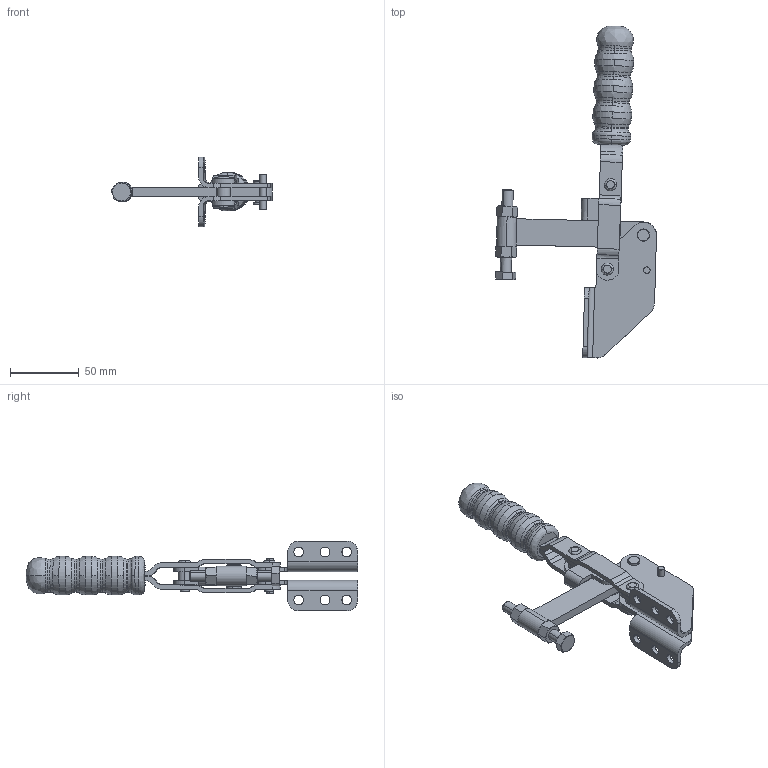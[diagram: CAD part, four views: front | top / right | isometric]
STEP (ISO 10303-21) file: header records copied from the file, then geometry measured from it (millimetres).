
FILE_DESCRIPTION (( 'STEP AP203' ), '1' );
FILE_NAME ('V300-3C.STEP', '2014-07-28T13:58:47', ( 'andy' ), ( 'Hewlett-Packard Company' ), 'SwSTEP 2.0', 'SolidWorks 2014', '' );
FILE_SCHEMA (( 'CONFIG_CONTROL_DESIGN' ));
Length unit declared in the file: millimetre
Products named in the file (13): Hex Nut GradeC_BSI_Hexagon Nut ISO - 4034 - M8 - N; 002-17X; 132-08; 005-05-1M; 132-04; 002-17-1; 132-05; 009-07; 132-11; V300-3C; 132-09; 007-30-5; 010-36
Assembly tree (17 placements, depth 2):
  V300-3C
    132-08
    132-04
    132-05
    132-11  x2
    132-09
    007-30-5
    010-36
    Hex Nut GradeC_BSI_Hexagon Nut ISO - 4034 - M8 - N  x2
    002-17X  x2
    005-05-1M  x2
    002-17-1  x2
    009-07
Bounding box: 116.77 x 240.81 x 50.76 mm (x, y, z)
Volume: 110166.6 mm3; surface area: 63001.2 mm2
Topology: 20 solids, 20 shells, 377 faces, 919 edges, 590 vertices
Faces by surface type: cylinder 168, plane 123, cone 48, bspline 38
Entity records: 11077 total; most frequent: CARTESIAN_POINT 2432, DIRECTION 1595, ORIENTED_EDGE 1438, EDGE_CURVE 719, AXIS2_PLACEMENT_3D 648, VERTEX_POINT 464, CIRCLE 374, EDGE_LOOP 345
